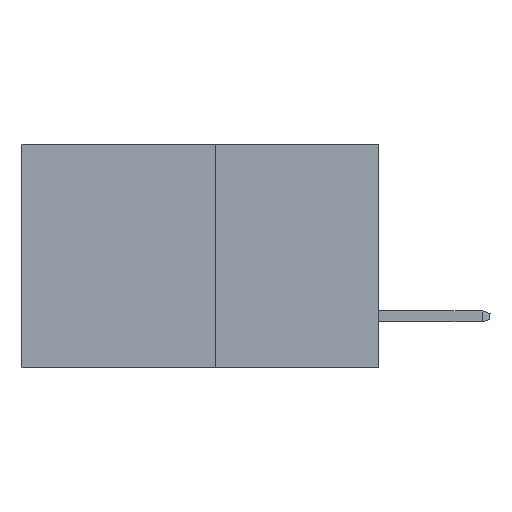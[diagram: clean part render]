
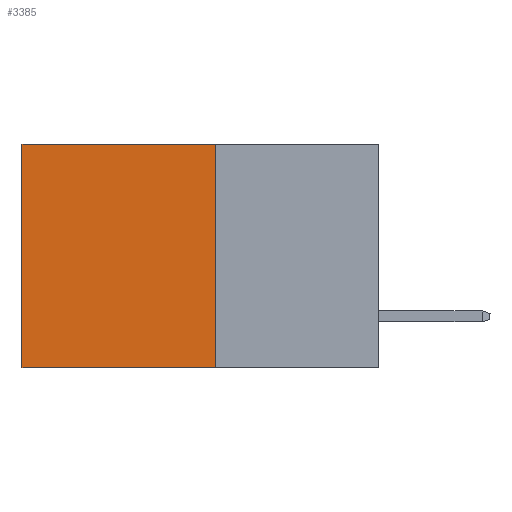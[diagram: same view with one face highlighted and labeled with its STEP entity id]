
A CAD part, left-side view. The second image highlights one B-rep face of the part: STEP entity #3385.
In plain terms, the highlighted planar face has unit normal (-1, 0, 0).
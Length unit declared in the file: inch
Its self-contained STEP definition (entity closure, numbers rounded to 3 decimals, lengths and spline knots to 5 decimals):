
#290 = VERTEX_POINT ( 'NONE', #18213 ) ;
#2825 = VECTOR ( 'NONE', #10000, 39.37008 ) ;
#2843 = EDGE_LOOP ( 'NONE', ( #4745, #22507, #9758, #20913 ) ) ;
#3215 = EDGE_CURVE ( 'NONE', #290, #14656, #13657, .T. ) ;
#3385 = ADVANCED_FACE ( 'NONE', ( #4403 ), #20427, .F. ) ;
#4280 = CARTESIAN_POINT ( 'NONE',  ( 0.277, 0.27, -0.37 ) ) ;
#4403 = FACE_OUTER_BOUND ( 'NONE', #2843, .T. ) ;
#4745 = ORIENTED_EDGE ( 'NONE', *, *, #10225, .T. ) ;
#7942 = VECTOR ( 'NONE', #23352, 39.37008 ) ;
#8051 = VECTOR ( 'NONE', #13972, 39.37008 ) ;
#8195 = CARTESIAN_POINT ( 'NONE',  ( 0.277, 0.59, -0.37 ) ) ;
#8954 = VERTEX_POINT ( 'NONE', #11922 ) ;
#9758 = ORIENTED_EDGE ( 'NONE', *, *, #17335, .F. ) ;
#10000 = DIRECTION ( 'NONE',  ( 0., 0., -1. ) ) ;
#10225 = EDGE_CURVE ( 'NONE', #14656, #22437, #13157, .T. ) ;
#11922 = CARTESIAN_POINT ( 'NONE',  ( 0.277, 0.27, -0.37 ) ) ;
#12106 = DIRECTION ( 'NONE',  ( 0., 1., 0. ) ) ;
#13157 = LINE ( 'NONE', #8195, #8051 ) ;
#13657 = LINE ( 'NONE', #23481, #7942 ) ;
#13972 = DIRECTION ( 'NONE',  ( 0., 0., -1. ) ) ;
#14111 = AXIS2_PLACEMENT_3D ( 'NONE', #20280, #20216, #20187 ) ;
#14656 = VERTEX_POINT ( 'NONE', #20941 ) ;
#15371 = CARTESIAN_POINT ( 'NONE',  ( 0.277, 0.59, -0.37 ) ) ;
#17335 = EDGE_CURVE ( 'NONE', #290, #8954, #18556, .T. ) ;
#18213 = CARTESIAN_POINT ( 'NONE',  ( 0.277, 0.27, 0. ) ) ;
#18556 = LINE ( 'NONE', #4280, #2825 ) ;
#19266 = EDGE_CURVE ( 'NONE', #8954, #22437, #21308, .T. ) ;
#20187 = DIRECTION ( 'NONE',  ( 0., 0., -1. ) ) ;
#20216 = DIRECTION ( 'NONE',  ( 1., 0., 0. ) ) ;
#20280 = CARTESIAN_POINT ( 'NONE',  ( 0.277, 0.27, -0.37 ) ) ;
#20427 = PLANE ( 'NONE',  #14111 ) ;
#20739 = VECTOR ( 'NONE', #12106, 39.37008 ) ;
#20913 = ORIENTED_EDGE ( 'NONE', *, *, #3215, .T. ) ;
#20941 = CARTESIAN_POINT ( 'NONE',  ( 0.277, 0.59, 0. ) ) ;
#21308 = LINE ( 'NONE', #21322, #20739 ) ;
#21322 = CARTESIAN_POINT ( 'NONE',  ( 0.277, 0.27, -0.37 ) ) ;
#22437 = VERTEX_POINT ( 'NONE', #15371 ) ;
#22507 = ORIENTED_EDGE ( 'NONE', *, *, #19266, .F. ) ;
#23352 = DIRECTION ( 'NONE',  ( 0., 1., 0. ) ) ;
#23481 = CARTESIAN_POINT ( 'NONE',  ( 0.277, 0.27, 0. ) ) ;
